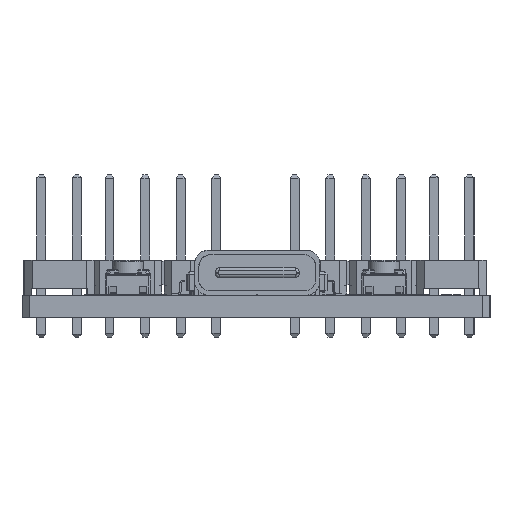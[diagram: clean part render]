
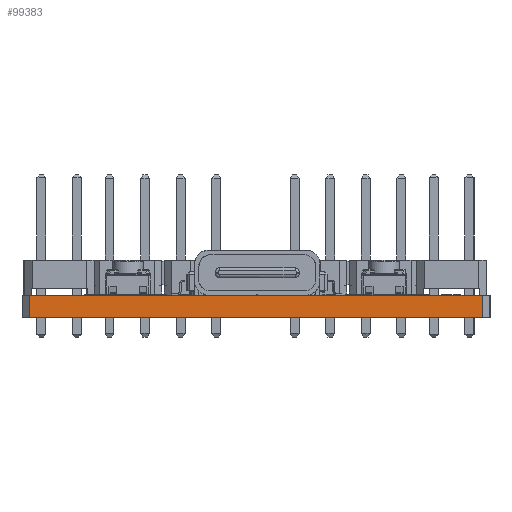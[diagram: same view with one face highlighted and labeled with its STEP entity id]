
A CAD part, left-side view. The second image highlights one B-rep face of the part: STEP entity #99383.
In plain terms, the highlighted free-form (B-spline) face has degree [1, 1] with [2, 2] control points.
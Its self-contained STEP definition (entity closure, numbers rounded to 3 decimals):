
#6178 = EDGE_CURVE('',#6179,#6181,#6183,.T.);
#6179 = VERTEX_POINT('',#6180);
#6180 = CARTESIAN_POINT('',(-77.865,48.335,
    2.351));
#6181 = VERTEX_POINT('',#6182);
#6182 = CARTESIAN_POINT('',(-77.865,0.735,
    2.351));
#6183 = B_SPLINE_CURVE_WITH_KNOTS('',1,(#6184,#6185),.UNSPECIFIED.,.F.,
  .F.,(2,2),(0.,32.4),.PIECEWISE_BEZIER_KNOTS.);
#6184 = CARTESIAN_POINT('',(-77.865,48.335,
    2.351));
#6185 = CARTESIAN_POINT('',(-77.865,0.735,
    2.351));
#99383 = ADVANCED_FACE('',(#99384),#99406,.T.);
#99384 = FACE_BOUND('',#99385,.T.);
#99385 = EDGE_LOOP('',(#99386,#99395,#99400,#99401));
#99386 = ORIENTED_EDGE('',*,*,#99387,.T.);
#99387 = EDGE_CURVE('',#99388,#99390,#99392,.T.);
#99388 = VERTEX_POINT('',#99389);
#99389 = CARTESIAN_POINT('',(-77.865,48.335,0.));
#99390 = VERTEX_POINT('',#99391);
#99391 = CARTESIAN_POINT('',(-77.865,0.735,0.));
#99392 = B_SPLINE_CURVE_WITH_KNOTS('',1,(#99393,#99394),.UNSPECIFIED.,
  .F.,.F.,(2,2),(0.,32.4),.PIECEWISE_BEZIER_KNOTS.);
#99393 = CARTESIAN_POINT('',(-77.865,48.335,0.));
#99394 = CARTESIAN_POINT('',(-77.865,0.735,0.));
#99395 = ORIENTED_EDGE('',*,*,#99396,.T.);
#99396 = EDGE_CURVE('',#99390,#6181,#99397,.T.);
#99397 = B_SPLINE_CURVE_WITH_KNOTS('',1,(#99398,#99399),.UNSPECIFIED.,
  .F.,.F.,(2,2),(0.,1.6),.PIECEWISE_BEZIER_KNOTS.);
#99398 = CARTESIAN_POINT('',(-77.865,0.735,0.));
#99399 = CARTESIAN_POINT('',(-77.865,0.735,
    2.351));
#99400 = ORIENTED_EDGE('',*,*,#6178,.F.);
#99401 = ORIENTED_EDGE('',*,*,#99402,.F.);
#99402 = EDGE_CURVE('',#99388,#6179,#99403,.T.);
#99403 = B_SPLINE_CURVE_WITH_KNOTS('',1,(#99404,#99405),.UNSPECIFIED.,
  .F.,.F.,(2,2),(0.,1.6),.PIECEWISE_BEZIER_KNOTS.);
#99404 = CARTESIAN_POINT('',(-77.865,48.335,0.));
#99405 = CARTESIAN_POINT('',(-77.865,48.335,
    2.351));
#99406 = B_SPLINE_SURFACE_WITH_KNOTS('',1,1,(
    (#99407,#99408)
    ,(#99409,#99410
    )),.UNSPECIFIED.,.F.,.F.,.F.,(2,2),(2,2),(0.,32.4),(0.,1.6),
  .PIECEWISE_BEZIER_KNOTS.);
#99407 = CARTESIAN_POINT('',(-77.865,48.335,0.));
#99408 = CARTESIAN_POINT('',(-77.865,48.335,
    2.351));
#99409 = CARTESIAN_POINT('',(-77.865,0.735,0.));
#99410 = CARTESIAN_POINT('',(-77.865,0.735,
    2.351));
